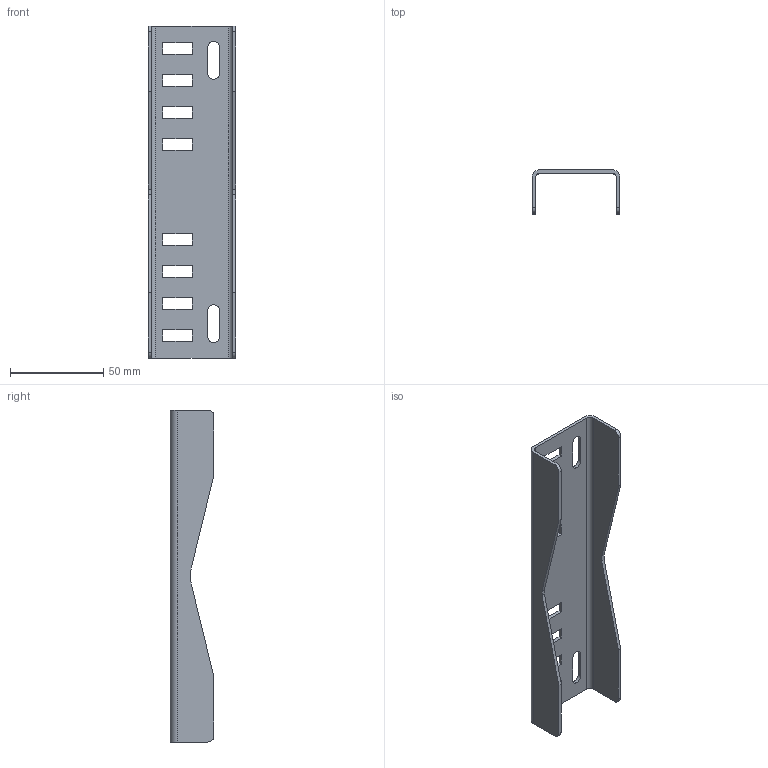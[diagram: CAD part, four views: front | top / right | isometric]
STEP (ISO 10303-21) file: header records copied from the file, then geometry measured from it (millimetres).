
FILE_DESCRIPTION (( 'STEP AP203' ), '1' );
FILE_NAME ('PMB127155KIT1.step', '2020-11-12T19:13:47', ( 'ADC123' ), ( 'Microsoft' ), 'SwSTEP 2.0', 'SolidWorks 2019', '' );
FILE_SCHEMA (( 'CONFIG_CONTROL_DESIGN' ));
Length unit declared in the file: inch
Products named in the file (1): PMB127155KIT1
Bounding box: 46.99 x 23.39 x 177.8 mm (x, y, z)
Volume: 23621.4 mm3; surface area: 27959.4 mm2
Topology: 1 solids, 1 shells, 66 faces, 192 edges, 128 vertices
Faces by surface type: plane 54, cylinder 12
Entity records: 2279 total; most frequent: CARTESIAN_POINT 387, ORIENTED_EDGE 384, DIRECTION 350, EDGE_CURVE 192, LINE 168, VECTOR 168, VERTEX_POINT 128, AXIS2_PLACEMENT_3D 91
